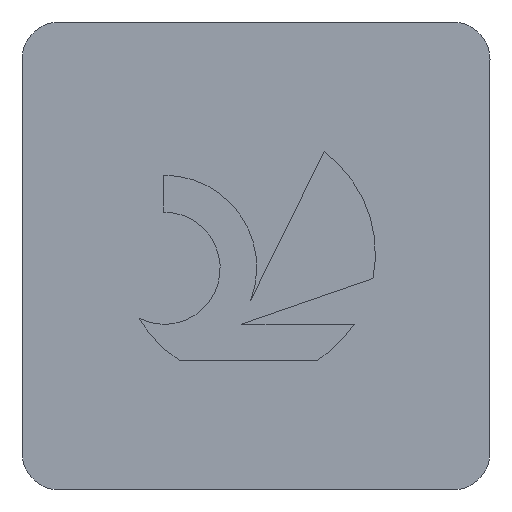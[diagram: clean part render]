
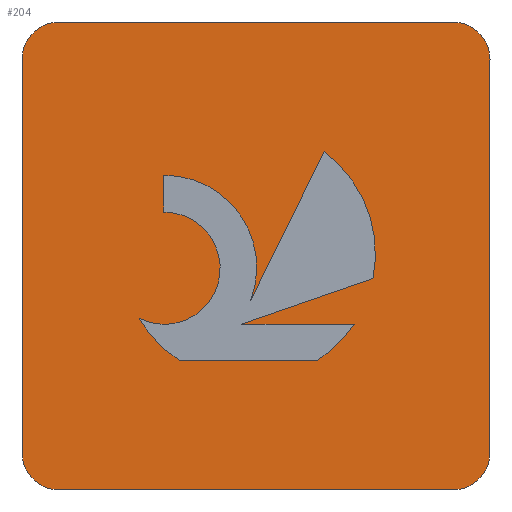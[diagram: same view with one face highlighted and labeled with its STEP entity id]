
A CAD part, top view. The second image highlights one B-rep face of the part: STEP entity #204.
In plain terms, the highlighted planar face has unit normal (0, 0, 1).
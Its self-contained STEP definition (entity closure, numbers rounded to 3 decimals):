
#142=VERTEX_POINT('',#394);
#144=EDGE_CURVE('',#256,#292,#396,.T.);
#152=VERTEX_POINT('',#405);
#158=EDGE_CURVE('',#272,#196,#411,.T.);
#172=EDGE_CURVE('',#188,#282,#426,.T.);
#178=VERTEX_POINT('',#432);
#182=EDGE_CURVE('',#320,#376,#436,.T.);
#184=VERTEX_POINT('',#438);
#188=VERTEX_POINT('',#442);
#196=VERTEX_POINT('',#451);
#204=ADVANCED_FACE('',(#460,#461),#462,.T.);
#208=EDGE_CURVE('',#294,#212,#466,.T.);
#212=VERTEX_POINT('',#471);
#226=EDGE_CURVE('',#376,#340,#486,.T.);
#228=VERTEX_POINT('',#488);
#230=EDGE_CURVE('',#346,#178,#490,.T.);
#232=EDGE_CURVE('',#312,#256,#492,.T.);
#242=EDGE_CURVE('',#212,#312,#504,.T.);
#256=VERTEX_POINT('',#521);
#260=EDGE_CURVE('',#340,#360,#525,.T.);
#272=VERTEX_POINT('',#538);
#274=EDGE_CURVE('',#228,#294,#540,.T.);
#280=EDGE_CURVE('',#184,#228,#547,.T.);
#282=VERTEX_POINT('',#549);
#292=VERTEX_POINT('',#560);
#294=VERTEX_POINT('',#562);
#310=EDGE_CURVE('',#196,#320,#580,.T.);
#312=VERTEX_POINT('',#582);
#314=EDGE_CURVE('',#292,#142,#584,.T.);
#320=VERTEX_POINT('',#590);
#322=EDGE_CURVE('',#152,#184,#592,.T.);
#332=EDGE_CURVE('',#142,#188,#603,.T.);
#340=VERTEX_POINT('',#612);
#346=VERTEX_POINT('',#619);
#348=EDGE_CURVE('',#360,#346,#621,.T.);
#360=VERTEX_POINT('',#633);
#366=EDGE_CURVE('',#282,#152,#640,.T.);
#368=EDGE_CURVE('',#178,#272,#642,.T.);
#376=VERTEX_POINT('',#651);
#394=CARTESIAN_POINT('',(2.442,2.022,0.0));
#396=LINE('',#662,#663);
#405=CARTESIAN_POINT('',(2.35,1.772,0.0));
#411=LINE('',#683,#684);
#426=CIRCLE('',#704,1.357);
#432=CARTESIAN_POINT('',(0.4,5.0,0.0));
#436=LINE('',#721,#722);
#438=CARTESIAN_POINT('',(3.549,1.772,0.0));
#442=CARTESIAN_POINT('',(3.227,3.614,0.0));
#451=CARTESIAN_POINT('',(0.0,0.4,0.0));
#460=FACE_BOUND('',#753,.T.);
#461=FACE_OUTER_BOUND('',#754,.T.);
#462=PLANE('',#755);
#466=CIRCLE('',#762,1.357);
#471=CARTESIAN_POINT('',(1.25,1.834,0.0));
#486=CIRCLE('',#786,0.4);
#488=CARTESIAN_POINT('',(3.158,1.386,0.0));
#490=LINE('',#791,#792);
#492=CIRCLE('',#795,0.599);
#504=CIRCLE('',#808,0.599);
#521=CARTESIAN_POINT('',(1.514,2.969,0.0));
#525=LINE('',#834,#835);
#538=CARTESIAN_POINT('',(0.,4.6,0.0));
#540=LINE('',#858,#859);
#547=CIRCLE('',#867,1.357);
#549=CARTESIAN_POINT('',(3.75,2.258,0.0));
#560=CARTESIAN_POINT('',(1.514,3.363,0.0));
#562=CARTESIAN_POINT('',(1.679,1.386,0.0));
#580=CIRCLE('',#908,0.4);
#582=CARTESIAN_POINT('',(1.786,2.905,0.0));
#584=CIRCLE('',#913,0.986);
#590=CARTESIAN_POINT('',(0.4,0.0,0.0));
#592=LINE('',#924,#925);
#603=LINE('',#943,#944);
#612=CARTESIAN_POINT('',(5.,0.4,0.0));
#619=CARTESIAN_POINT('',(4.6,5.,0.0));
#621=CIRCLE('',#967,0.4);
#633=CARTESIAN_POINT('',(5.0,4.6,0.0));
#640=LINE('',#994,#995);
#642=CIRCLE('',#998,0.4);
#651=CARTESIAN_POINT('',(4.6,0.0,0.0));
#662=CARTESIAN_POINT('',(1.514,2.931,0.0));
#663=VECTOR('',#1011,1.0);
#683=CARTESIAN_POINT('',(0.0,4.6,0.0));
#684=VECTOR('',#1022,1.0);
#704=AXIS2_PLACEMENT_3D('',#1038,#1039,#1040);
#721=CARTESIAN_POINT('',(0.4,0.0,0.0));
#722=VECTOR('',#1044,1.0);
#753=EDGE_LOOP('',(#1068,#1069,#1070,#1071,#1072,#1073,#1074,#1075,#1076,#1077,#1078));
#754=EDGE_LOOP('',(#1079,#1080,#1081,#1082,#1083,#1084,#1085,#1086));
#755=AXIS2_PLACEMENT_3D('',#1087,#1088,#1089);
#762=AXIS2_PLACEMENT_3D('',#1091,#1092,#1093);
#786=AXIS2_PLACEMENT_3D('',#1113,#1114,#1115);
#791=CARTESIAN_POINT('',(4.6,5.0,0.0));
#792=VECTOR('',#1116,1.0);
#795=AXIS2_PLACEMENT_3D('',#1117,#1118,#1119);
#808=AXIS2_PLACEMENT_3D('',#1136,#1137,#1138);
#834=CARTESIAN_POINT('',(5.0,0.4,0.0));
#835=VECTOR('',#1174,1.0);
#858=CARTESIAN_POINT('',(2.09,1.386,0.0));
#859=VECTOR('',#1189,1.0);
#867=AXIS2_PLACEMENT_3D('',#1198,#1199,#1200);
#908=AXIS2_PLACEMENT_3D('',#1231,#1232,#1233);
#913=AXIS2_PLACEMENT_3D('',#1234,#1235,#1236);
#924=CARTESIAN_POINT('',(3.024,1.772,0.0));
#925=VECTOR('',#1238,1.0);
#943=CARTESIAN_POINT('',(2.935,3.022,0.0));
#944=VECTOR('',#1257,1.0);
#967=AXIS2_PLACEMENT_3D('',#1276,#1277,#1278);
#994=CARTESIAN_POINT('',(2.53,1.834,0.0));
#995=VECTOR('',#1298,1.0);
#998=AXIS2_PLACEMENT_3D('',#1299,#1300,#1301);
#1011=DIRECTION('',(0.0,1.0,0.0));
#1022=DIRECTION('',(0.0,-1.0,0.0));
#1038=CARTESIAN_POINT('',(2.419,2.524,0.0));
#1039=DIRECTION('',(0.0,-0.0,-1.0));
#1040=DIRECTION('',(0.981,-0.196,0.0));
#1044=DIRECTION('',(1.0,0.0,0.0));
#1068=ORIENTED_EDGE('',*,*,#144,.T.);
#1069=ORIENTED_EDGE('',*,*,#314,.T.);
#1070=ORIENTED_EDGE('',*,*,#332,.T.);
#1071=ORIENTED_EDGE('',*,*,#172,.T.);
#1072=ORIENTED_EDGE('',*,*,#366,.T.);
#1073=ORIENTED_EDGE('',*,*,#322,.T.);
#1074=ORIENTED_EDGE('',*,*,#280,.T.);
#1075=ORIENTED_EDGE('',*,*,#274,.T.);
#1076=ORIENTED_EDGE('',*,*,#208,.T.);
#1077=ORIENTED_EDGE('',*,*,#242,.T.);
#1078=ORIENTED_EDGE('',*,*,#232,.T.);
#1079=ORIENTED_EDGE('',*,*,#182,.T.);
#1080=ORIENTED_EDGE('',*,*,#226,.T.);
#1081=ORIENTED_EDGE('',*,*,#260,.T.);
#1082=ORIENTED_EDGE('',*,*,#348,.T.);
#1083=ORIENTED_EDGE('',*,*,#230,.T.);
#1084=ORIENTED_EDGE('',*,*,#368,.T.);
#1085=ORIENTED_EDGE('',*,*,#158,.T.);
#1086=ORIENTED_EDGE('',*,*,#310,.T.);
#1087=CARTESIAN_POINT('',(2.5,2.5,0.0));
#1088=DIRECTION('',(0.0,0.0,1.0));
#1089=DIRECTION('',(1.0,0.0,0.0));
#1091=CARTESIAN_POINT('',(2.419,2.524,0.0));
#1092=DIRECTION('',(-0.0,0.0,-1.0));
#1093=DIRECTION('',(-0.861,-0.508,0.0));
#1113=CARTESIAN_POINT('',(4.6,0.4,0.0));
#1114=DIRECTION('',(0.0,0.0,1.0));
#1115=DIRECTION('',(0.,-1.0,0.0));
#1116=DIRECTION('',(-1.0,0.0,0.0));
#1117=CARTESIAN_POINT('',(1.518,2.37,0.0));
#1118=DIRECTION('',(0.0,0.0,1.0));
#1119=DIRECTION('',(-0.447,-0.894,0.0));
#1136=CARTESIAN_POINT('',(1.518,2.37,0.0));
#1137=DIRECTION('',(0.0,0.0,1.0));
#1138=DIRECTION('',(-0.447,-0.894,0.0));
#1174=DIRECTION('',(0.0,1.0,0.0));
#1189=DIRECTION('',(-1.0,0.0,0.0));
#1198=CARTESIAN_POINT('',(2.419,2.524,0.0));
#1199=DIRECTION('',(0.0,-0.0,-1.0));
#1200=DIRECTION('',(0.545,-0.838,0.0));
#1231=CARTESIAN_POINT('',(0.4,0.4,0.0));
#1232=DIRECTION('',(0.0,0.0,1.0));
#1233=DIRECTION('',(-1.0,0.,0.0));
#1234=CARTESIAN_POINT('',(1.522,2.377,0.0));
#1235=DIRECTION('',(0.0,-0.0,-1.0));
#1236=DIRECTION('',(0.933,-0.359,0.0));
#1238=DIRECTION('',(1.0,0.0,0.0));
#1257=DIRECTION('',(0.442,0.897,-0.0));
#1276=CARTESIAN_POINT('',(4.6,4.6,0.0));
#1277=DIRECTION('',(0.0,-0.0,1.0));
#1278=DIRECTION('',(1.0,0.,0.0));
#1298=DIRECTION('',(-0.945,-0.328,0.0));
#1299=CARTESIAN_POINT('',(0.4,4.6,0.0));
#1300=DIRECTION('',(0.0,0.0,1.0));
#1301=DIRECTION('',(0.,1.0,0.0));
